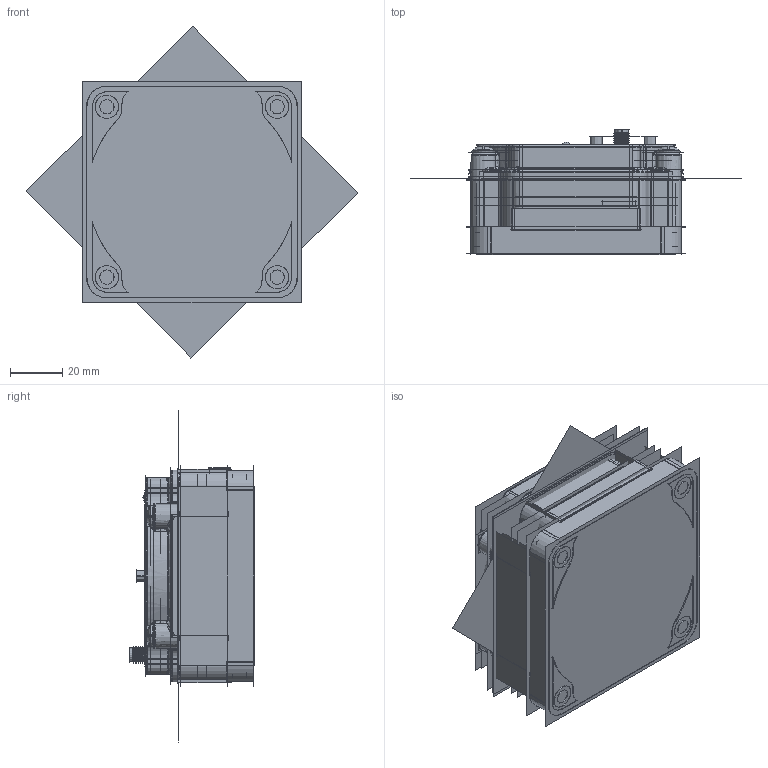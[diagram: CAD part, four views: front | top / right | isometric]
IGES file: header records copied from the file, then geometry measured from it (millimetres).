
Start section:  PTC IGES file: 188766.igs
Global section: file name: 188766.igs; native system: Creo Parametric by Parametric Technology Corporation; preprocessor: 2013230; author: pdmadmin; organization: Unknown; date: 20160128.143033; units: millimetre
Bounding box: 126.65 x 47.98 x 126.66 mm (x, y, z)
Volume: 69913.5 mm3; surface area: 525817.5 mm2
Topology: 113 solids, 123 shells, 4780 faces, 25927 edges, 34059 vertices
Faces by surface type: bspline 2516, revolution 2264
